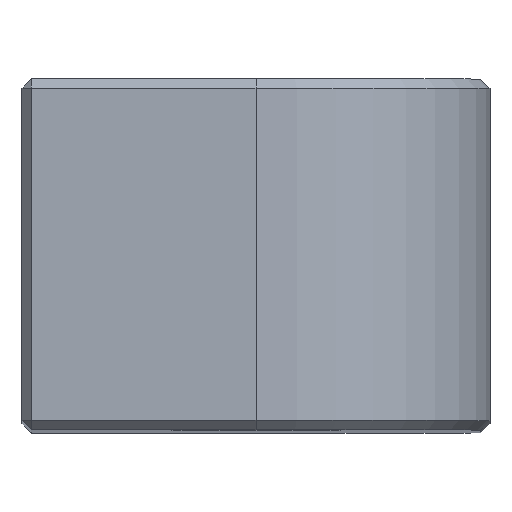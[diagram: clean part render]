
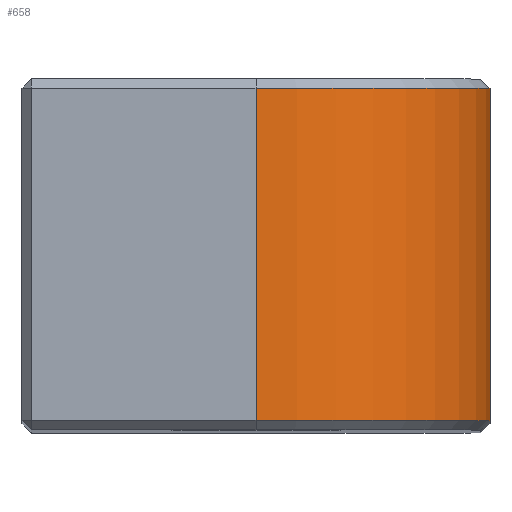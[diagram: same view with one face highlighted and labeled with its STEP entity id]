
A CAD part, top view. The second image highlights one B-rep face of the part: STEP entity #658.
In plain terms, the highlighted cylindrical face has radius 5 mm (diameter 10 mm), a partial arc.
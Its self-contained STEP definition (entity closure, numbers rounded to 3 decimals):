
#61=CYLINDRICAL_SURFACE('',#745,5.);
#100=FACE_OUTER_BOUND('',#152,.T.);
#152=EDGE_LOOP('',(#587,#588,#589,#590));
#213=LINE('',#1134,#271);
#214=LINE('',#1135,#272);
#271=VECTOR('',#944,10.);
#272=VECTOR('',#945,10.);
#299=CIRCLE('',#731,5.);
#302=CIRCLE('',#743,5.);
#343=VERTEX_POINT('',#1096);
#344=VERTEX_POINT('',#1100);
#349=VERTEX_POINT('',#1124);
#350=VERTEX_POINT('',#1128);
#418=EDGE_CURVE('',#344,#343,#299,.T.);
#431=EDGE_CURVE('',#350,#349,#302,.T.);
#433=EDGE_CURVE('',#344,#349,#213,.T.);
#434=EDGE_CURVE('',#350,#343,#214,.T.);
#587=ORIENTED_EDGE('',*,*,#418,.F.);
#588=ORIENTED_EDGE('',*,*,#433,.T.);
#589=ORIENTED_EDGE('',*,*,#431,.F.);
#590=ORIENTED_EDGE('',*,*,#434,.T.);
#658=ADVANCED_FACE('',(#100),#61,.T.);
#731=AXIS2_PLACEMENT_3D('',#1102,#903,#904);
#743=AXIS2_PLACEMENT_3D('',#1130,#937,#938);
#745=AXIS2_PLACEMENT_3D('',#1133,#942,#943);
#903=DIRECTION('center_axis',(0.,-1.,0.));
#904=DIRECTION('ref_axis',(0.707,0.,0.707));
#937=DIRECTION('center_axis',(0.,1.,0.));
#938=DIRECTION('ref_axis',(0.707,0.,0.707));
#942=DIRECTION('center_axis',(0.,-1.,0.));
#943=DIRECTION('ref_axis',(0.707,0.,0.707));
#944=DIRECTION('',(0.,1.,0.));
#945=DIRECTION('',(0.,-1.,0.));
#1096=CARTESIAN_POINT('',(5.,22.2,22.));
#1100=CARTESIAN_POINT('',(10.,22.2,17.));
#1102=CARTESIAN_POINT('Origin',(5.,22.2,17.));
#1124=CARTESIAN_POINT('',(10.,29.3,17.));
#1128=CARTESIAN_POINT('',(5.,29.3,22.));
#1130=CARTESIAN_POINT('Origin',(5.,29.3,17.));
#1133=CARTESIAN_POINT('Origin',(5.,27.625,17.));
#1134=CARTESIAN_POINT('',(10.,27.625,17.));
#1135=CARTESIAN_POINT('',(5.,27.625,22.));
